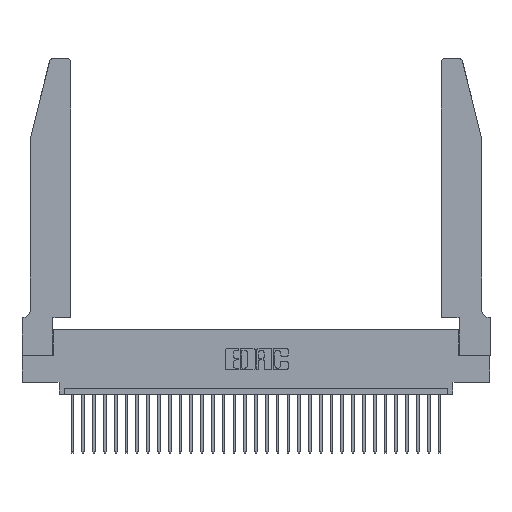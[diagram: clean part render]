
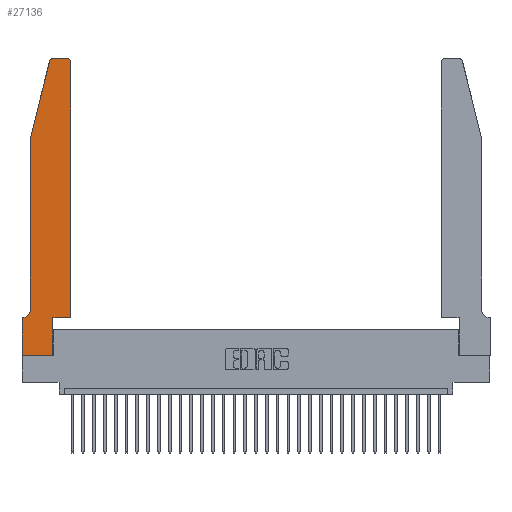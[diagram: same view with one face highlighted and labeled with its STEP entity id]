
A CAD part, top view. The second image highlights one B-rep face of the part: STEP entity #27136.
In plain terms, the highlighted planar face has unit normal (0, 0, 1).
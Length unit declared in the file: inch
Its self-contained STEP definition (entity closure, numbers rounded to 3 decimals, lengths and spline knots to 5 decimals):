
#365 = EDGE_CURVE ( 'NONE', #24450, #4674, #8117, .T. ) ;
#670 = ORIENTED_EDGE ( 'NONE', *, *, #16023, .T. ) ;
#1206 = ORIENTED_EDGE ( 'NONE', *, *, #16991, .T. ) ;
#1257 = CARTESIAN_POINT ( 'NONE',  ( 0.284, 2.75, 0.37 ) ) ;
#1322 = LINE ( 'NONE', #22753, #27005 ) ;
#1632 = AXIS2_PLACEMENT_3D ( 'NONE', #26270, #8398, #9517 ) ;
#1991 = PLANE ( 'NONE',  #28925 ) ;
#2100 = CARTESIAN_POINT ( 'NONE',  ( 0.0755, 2., 0.37 ) ) ;
#2281 = CARTESIAN_POINT ( 'NONE',  ( 0.0755, 2., 0.37 ) ) ;
#2539 = DIRECTION ( 'NONE',  ( -1., 0., 0. ) ) ;
#3017 = ORIENTED_EDGE ( 'NONE', *, *, #15982, .T. ) ;
#3316 = CARTESIAN_POINT ( 'NONE',  ( 0.4505, 2.72, 0.37 ) ) ;
#4119 = CARTESIAN_POINT ( 'NONE',  ( 0., 0., 0.37 ) ) ;
#4324 = DIRECTION ( 'NONE',  ( 0., 0., 1. ) ) ;
#4357 = EDGE_CURVE ( 'NONE', #8422, #10828, #21166, .T. ) ;
#4599 = EDGE_CURVE ( 'NONE', #10828, #26001, #10217, .T. ) ;
#4674 = VERTEX_POINT ( 'NONE', #22680 ) ;
#4966 = EDGE_CURVE ( 'NONE', #26103, #13464, #21029, .T. ) ;
#5485 = VECTOR ( 'NONE', #20805, 39.37008 ) ;
#6140 = VERTEX_POINT ( 'NONE', #23359 ) ;
#6262 = EDGE_CURVE ( 'NONE', #22561, #13116, #17065, .T. ) ;
#6537 = DIRECTION ( 'NONE',  ( 0., -1., 0. ) ) ;
#7353 = CARTESIAN_POINT ( 'NONE',  ( 0.4505, 0.35, 0.37 ) ) ;
#7464 = EDGE_CURVE ( 'NONE', #6140, #8422, #30549, .T. ) ;
#7548 = VERTEX_POINT ( 'NONE', #1257 ) ;
#8117 = CIRCLE ( 'NONE', #13816, 0.03 ) ;
#8244 = DIRECTION ( 'NONE',  ( 0., 1., 0. ) ) ;
#8398 = DIRECTION ( 'NONE',  ( 0., 0., -1. ) ) ;
#8422 = VERTEX_POINT ( 'NONE', #13633 ) ;
#8598 = DIRECTION ( 'NONE',  ( 0., -1., 0. ) ) ;
#8952 = LINE ( 'NONE', #16014, #17919 ) ;
#9086 = ORIENTED_EDGE ( 'NONE', *, *, #18828, .T. ) ;
#9254 = ORIENTED_EDGE ( 'NONE', *, *, #4357, .T. ) ;
#9517 = DIRECTION ( 'NONE',  ( -1., 0., 0. ) ) ;
#9976 = DIRECTION ( 'NONE',  ( 1., 0., 0. ) ) ;
#10193 = FACE_OUTER_BOUND ( 'NONE', #26819, .T. ) ;
#10217 = LINE ( 'NONE', #14381, #29724 ) ;
#10547 = LINE ( 'NONE', #25719, #5485 ) ;
#10828 = VERTEX_POINT ( 'NONE', #4119 ) ;
#10996 = ORIENTED_EDGE ( 'NONE', *, *, #6262, .T. ) ;
#11733 = DIRECTION ( 'NONE',  ( 1., 0., 0. ) ) ;
#12773 = LINE ( 'NONE', #27155, #26477 ) ;
#12866 = ORIENTED_EDGE ( 'NONE', *, *, #4599, .T. ) ;
#13116 = VERTEX_POINT ( 'NONE', #24761 ) ;
#13351 = CIRCLE ( 'NONE', #23107, 0.03 ) ;
#13464 = VERTEX_POINT ( 'NONE', #20619 ) ;
#13633 = CARTESIAN_POINT ( 'NONE',  ( 0., 0.35, 0.37 ) ) ;
#13786 = VECTOR ( 'NONE', #8598, 39.37008 ) ;
#13816 = AXIS2_PLACEMENT_3D ( 'NONE', #24470, #21948, #9976 ) ;
#14246 = DIRECTION ( 'NONE',  ( 0., 0., 1. ) ) ;
#14381 = CARTESIAN_POINT ( 'NONE',  ( 0., 0., 0.37 ) ) ;
#14800 = ORIENTED_EDGE ( 'NONE', *, *, #7464, .T. ) ;
#15982 = EDGE_CURVE ( 'NONE', #13116, #6140, #19531, .T. ) ;
#16014 = CARTESIAN_POINT ( 'NONE',  ( 0.2865, 0.35, 0.37 ) ) ;
#16023 = EDGE_CURVE ( 'NONE', #13464, #24450, #10547, .T. ) ;
#16481 = ORIENTED_EDGE ( 'NONE', *, *, #365, .T. ) ;
#16669 = CARTESIAN_POINT ( 'NONE',  ( 0., 0.35, 0.37 ) ) ;
#16991 = EDGE_CURVE ( 'NONE', #26001, #26103, #8952, .T. ) ;
#17064 = DIRECTION ( 'NONE',  ( -1., 0., 0. ) ) ;
#17065 = LINE ( 'NONE', #2100, #31821 ) ;
#17723 = EDGE_CURVE ( 'NONE', #4674, #7548, #12773, .T. ) ;
#17788 = ORIENTED_EDGE ( 'NONE', *, *, #4966, .T. ) ;
#17859 = CARTESIAN_POINT ( 'NONE',  ( 0.0755, 0.35, 0.37 ) ) ;
#17919 = VECTOR ( 'NONE', #8244, 39.37008 ) ;
#18828 = EDGE_CURVE ( 'NONE', #7548, #22288, #13351, .T. ) ;
#19531 = CIRCLE ( 'NONE', #1632, 0.07 ) ;
#19543 = CARTESIAN_POINT ( 'NONE',  ( 0.284, 2.72, 0.37 ) ) ;
#20619 = CARTESIAN_POINT ( 'NONE',  ( 0.4505, 0.35, 0.37 ) ) ;
#20805 = DIRECTION ( 'NONE',  ( 0., 1., 0. ) ) ;
#20824 = VECTOR ( 'NONE', #2539, 39.37008 ) ;
#21029 = LINE ( 'NONE', #7353, #29180 ) ;
#21166 = LINE ( 'NONE', #23505, #13786 ) ;
#21948 = DIRECTION ( 'NONE',  ( 0., 0., 1. ) ) ;
#22288 = VERTEX_POINT ( 'NONE', #23748 ) ;
#22561 = VERTEX_POINT ( 'NONE', #2281 ) ;
#22680 = CARTESIAN_POINT ( 'NONE',  ( 0.4205, 2.75, 0.37 ) ) ;
#22753 = CARTESIAN_POINT ( 'NONE',  ( 0.0755, 2., 0.37 ) ) ;
#23107 = AXIS2_PLACEMENT_3D ( 'NONE', #19543, #14246, #31539 ) ;
#23359 = CARTESIAN_POINT ( 'NONE',  ( 0.0055, 0.35, 0.37 ) ) ;
#23505 = CARTESIAN_POINT ( 'NONE',  ( 0., 0., 0.37 ) ) ;
#23748 = CARTESIAN_POINT ( 'NONE',  ( 0.25487, 2.72718, 0.37 ) ) ;
#24450 = VERTEX_POINT ( 'NONE', #3316 ) ;
#24470 = CARTESIAN_POINT ( 'NONE',  ( 0.4205, 2.72, 0.37 ) ) ;
#24761 = CARTESIAN_POINT ( 'NONE',  ( 0.0755, 0.42, 0.37 ) ) ;
#25197 = ORIENTED_EDGE ( 'NONE', *, *, #26758, .T. ) ;
#25719 = CARTESIAN_POINT ( 'NONE',  ( 0.4505, 0.35, 0.37 ) ) ;
#26001 = VERTEX_POINT ( 'NONE', #28497 ) ;
#26103 = VERTEX_POINT ( 'NONE', #30833 ) ;
#26270 = CARTESIAN_POINT ( 'NONE',  ( 0.0055, 0.42, 0.37 ) ) ;
#26477 = VECTOR ( 'NONE', #17064, 39.37008 ) ;
#26758 = EDGE_CURVE ( 'NONE', #22288, #22561, #1322, .T. ) ;
#26819 = EDGE_LOOP ( 'NONE', ( #27310, #9086, #25197, #10996, #3017, #14800, #9254, #12866, #1206, #17788, #670, #16481 ) ) ;
#26907 = DIRECTION ( 'NONE',  ( 1., 0., 0. ) ) ;
#27005 = VECTOR ( 'NONE', #27594, 39.37008 ) ;
#27102 = DIRECTION ( 'NONE',  ( 1., 0., 0. ) ) ;
#27136 = ADVANCED_FACE ( 'NONE', ( #10193 ), #1991, .T. ) ;
#27155 = CARTESIAN_POINT ( 'NONE',  ( 0.2605, 2.75, 0.37 ) ) ;
#27310 = ORIENTED_EDGE ( 'NONE', *, *, #17723, .T. ) ;
#27594 = DIRECTION ( 'NONE',  ( -0.239, -0.971, 0. ) ) ;
#28497 = CARTESIAN_POINT ( 'NONE',  ( 0.2865, 0., 0.37 ) ) ;
#28925 = AXIS2_PLACEMENT_3D ( 'NONE', #16669, #4324, #11733 ) ;
#29180 = VECTOR ( 'NONE', #27102, 39.37008 ) ;
#29724 = VECTOR ( 'NONE', #26907, 39.37008 ) ;
#30549 = LINE ( 'NONE', #17859, #20824 ) ;
#30833 = CARTESIAN_POINT ( 'NONE',  ( 0.2865, 0.35, 0.37 ) ) ;
#31539 = DIRECTION ( 'NONE',  ( 1., 0., 0. ) ) ;
#31821 = VECTOR ( 'NONE', #6537, 39.37008 ) ;
